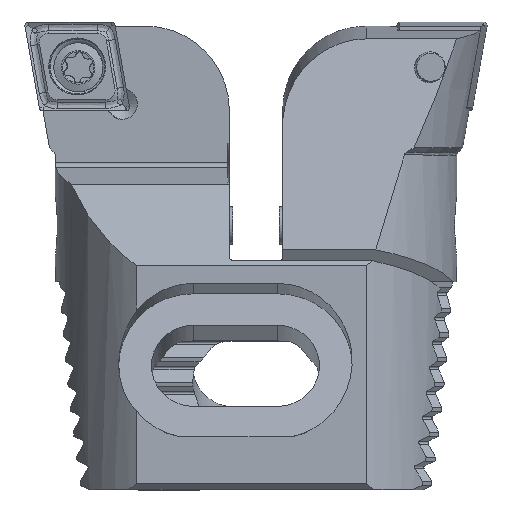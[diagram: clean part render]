
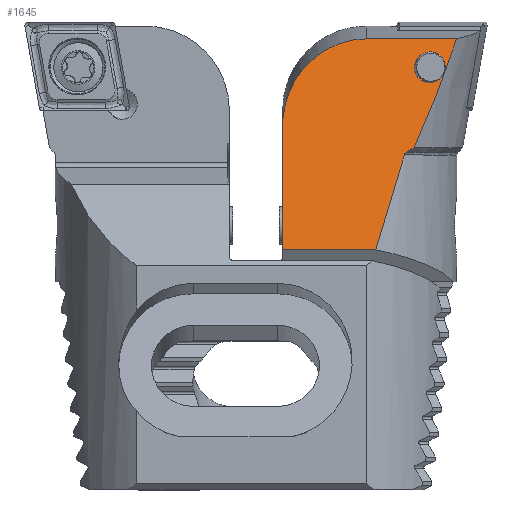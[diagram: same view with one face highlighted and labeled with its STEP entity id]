
A CAD part, top view. The second image highlights one B-rep face of the part: STEP entity #1645.
In plain terms, the highlighted face is planar.
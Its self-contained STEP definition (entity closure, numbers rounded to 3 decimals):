
#276 = B_SPLINE_CURVE_WITH_KNOTS ( 'NONE', 3,
 ( #7061, #1094, #1612, #5411, #3286, #4299 ),
 .UNSPECIFIED., .F., .F.,
 ( 4, 2, 4 ),
 ( 0., 0., 0. ),
 .UNSPECIFIED. ) ;
#574 = CARTESIAN_POINT ( 'NONE',  ( 11.921, -24.437, -17. ) ) ;
#575 = EDGE_CURVE ( 'NONE', #1559, #2524, #276, .T. ) ;
#583 = B_SPLINE_CURVE_WITH_KNOTS ( 'NONE', 3,
 ( #1636, #3909, #1659, #3370 ),
 .UNSPECIFIED., .F., .F.,
 ( 4, 4 ),
 ( 0., 0.001 ),
 .UNSPECIFIED. ) ;
#601 = VECTOR ( 'NONE', #1090, 1000. ) ;
#691 = EDGE_LOOP ( 'NONE', ( #6947, #4227, #6165, #4861, #5550, #1168, #878, #1530 ) ) ;
#780 = CARTESIAN_POINT ( 'NONE',  ( 12.9, -1.828, -10.942 ) ) ;
#796 = EDGE_CURVE ( 'NONE', #2384, #2384, #1287, .T. ) ;
#869 = CARTESIAN_POINT ( 'NONE',  ( 49., -1.828, -10.942 ) ) ;
#878 = ORIENTED_EDGE ( 'NONE', *, *, #4713, .T. ) ;
#957 = CARTESIAN_POINT ( 'NONE',  ( 3.086, -6.921, -12.307 ) ) ;
#961 = VERTEX_POINT ( 'NONE', #4404 ) ;
#1014 = VECTOR ( 'NONE', #2806, 1000. ) ;
#1078 = CARTESIAN_POINT ( 'NONE',  ( 11.921, -24.437, -17. ) ) ;
#1086 = CARTESIAN_POINT ( 'NONE',  ( 9.17, -2.797, -11.201 ) ) ;
#1090 = DIRECTION ( 'NONE',  ( -1., 0., 0. ) ) ;
#1094 = CARTESIAN_POINT ( 'NONE',  ( 8.833, -14.205, -14.258 ) ) ;
#1168 = ORIENTED_EDGE ( 'NONE', *, *, #575, .T. ) ;
#1227 = CARTESIAN_POINT ( 'NONE',  ( 7.818, -13.473, -14.062 ) ) ;
#1287 =( BOUNDED_CURVE ( )  B_SPLINE_CURVE ( 3, ( #4733, #4167, #957, #1941, #2047, #1086, #5361 ),
 .UNSPECIFIED., .T., .T. ) 
 B_SPLINE_CURVE_WITH_KNOTS ( ( 4, 3, 4 ),
 ( 0., 3.142, 6.283 ),
 .UNSPECIFIED. ) 
 CURVE ( )  GEOMETRIC_REPRESENTATION_ITEM ( )  RATIONAL_B_SPLINE_CURVE ( ( 1., 0.333, 0.333, 1., 0.333, 0.333, 1. ) ) 
 REPRESENTATION_ITEM ( '' )  );
#1530 = ORIENTED_EDGE ( 'NONE', *, *, #2267, .T. ) ;
#1559 = VERTEX_POINT ( 'NONE', #5605 ) ;
#1606 = EDGE_CURVE ( 'NONE', #3019, #2006, #5142, .T. ) ;
#1612 = CARTESIAN_POINT ( 'NONE',  ( 8.801, -14.151, -14.244 ) ) ;
#1636 = CARTESIAN_POINT ( 'NONE',  ( 8.619, -13.983, -14.199 ) ) ;
#1645 = ADVANCED_FACE ( 'NONE', ( #3703, #4125 ), #2979, .F. ) ;
#1659 = CARTESIAN_POINT ( 'NONE',  ( 8.084, -13.645, -14.108 ) ) ;
#1675 = CARTESIAN_POINT ( 'NONE',  ( 21.9, -11.204, -13.454 ) ) ;
#1711 = ORIENTED_EDGE ( 'NONE', *, *, #796, .T. ) ;
#1720 = CARTESIAN_POINT ( 'NONE',  ( 12.9, -1.828, -10.942 ) ) ;
#1783 = CARTESIAN_POINT ( 'NONE',  ( 6.247, -10.067, -13.15 ) ) ;
#1941 = CARTESIAN_POINT ( 'NONE',  ( 6.356, -6.495, -12.192 ) ) ;
#1963 = LINE ( 'NONE', #6447, #601 ) ;
#2006 = VERTEX_POINT ( 'NONE', #5147 ) ;
#2047 = CARTESIAN_POINT ( 'NONE',  ( 9.627, -6.069, -12.078 ) ) ;
#2267 = EDGE_CURVE ( 'NONE', #5591, #2006, #5334, .T. ) ;
#2383 = CARTESIAN_POINT ( 'NONE',  ( 21.9, -24.437, -17. ) ) ;
#2384 = VERTEX_POINT ( 'NONE', #2389 ) ;
#2389 = CARTESIAN_POINT ( 'NONE',  ( 5.899, -3.223, -11.316 ) ) ;
#2443 = DIRECTION ( 'NONE',  ( 0., -0.966, -0.259 ) ) ;
#2524 = VERTEX_POINT ( 'NONE', #6382 ) ;
#2678 = EDGE_CURVE ( 'NONE', #5695, #961, #3143, .T. ) ;
#2806 = DIRECTION ( 'NONE',  ( 0., 0.966, 0.259 ) ) ;
#2912 = CARTESIAN_POINT ( 'NONE',  ( 4.722, -6.18, -12.108 ) ) ;
#2979 = PLANE ( 'NONE',  #6778 ) ;
#3019 = VERTEX_POINT ( 'NONE', #780 ) ;
#3143 = LINE ( 'NONE', #6591, #1014 ) ;
#3272 = CARTESIAN_POINT ( 'NONE',  ( 8.847, -14.266, -14.275 ) ) ;
#3286 = CARTESIAN_POINT ( 'NONE',  ( 8.672, -14.016, -14.208 ) ) ;
#3370 = CARTESIAN_POINT ( 'NONE',  ( 7.818, -13.473, -14.062 ) ) ;
#3703 = FACE_BOUND ( 'NONE', #4142, .T. ) ;
#3909 = CARTESIAN_POINT ( 'NONE',  ( 8.351, -13.815, -14.154 ) ) ;
#4125 = FACE_OUTER_BOUND ( 'NONE', #691, .T. ) ;
#4142 = EDGE_LOOP ( 'NONE', ( #1711 ) ) ;
#4167 = CARTESIAN_POINT ( 'NONE',  ( 2.629, -3.649, -11.43 ) ) ;
#4227 = ORIENTED_EDGE ( 'NONE', *, *, #6077, .T. ) ;
#4299 = CARTESIAN_POINT ( 'NONE',  ( 8.619, -13.983, -14.199 ) ) ;
#4322 = CARTESIAN_POINT ( 'NONE',  ( 7.818, -13.473, -14.062 ) ) ;
#4404 = CARTESIAN_POINT ( 'NONE',  ( 21.9, -11.204, -13.454 ) ) ;
#4470 = CARTESIAN_POINT ( 'NONE',  ( 3.249, -1.828, -10.942 ) ) ;
#4633 = EDGE_CURVE ( 'NONE', #5695, #6858, #1963, .T. ) ;
#4713 = EDGE_CURVE ( 'NONE', #2524, #5591, #583, .T. ) ;
#4733 = CARTESIAN_POINT ( 'NONE',  ( 5.899, -3.223, -11.316 ) ) ;
#4861 = ORIENTED_EDGE ( 'NONE', *, *, #4633, .T. ) ;
#5142 = LINE ( 'NONE', #869, #6878 ) ;
#5147 = CARTESIAN_POINT ( 'NONE',  ( 3.249, -1.828, -10.942 ) ) ;
#5167 = EDGE_CURVE ( 'NONE', #6858, #1559, #5237, .T. ) ;
#5182 = DIRECTION ( 'NONE',  ( -1., 0., 0. ) ) ;
#5237 =( BOUNDED_CURVE ( )  B_SPLINE_CURVE ( 3, ( #1078, #5964, #5420, #3272 ),
 .UNSPECIFIED., .F., .T. ) 
 B_SPLINE_CURVE_WITH_KNOTS ( ( 4, 4 ),
 ( 3.769, 3.965 ),
 .UNSPECIFIED. ) 
 CURVE ( )  GEOMETRIC_REPRESENTATION_ITEM ( )  RATIONAL_B_SPLINE_CURVE ( ( 1., 0.997, 0.997, 1. ) ) 
 REPRESENTATION_ITEM ( '' )  );
#5334 =( BOUNDED_CURVE ( )  B_SPLINE_CURVE ( 3, ( #1227, #1783, #2912, #4470 ),
 .UNSPECIFIED., .F., .F. ) 
 B_SPLINE_CURVE_WITH_KNOTS ( ( 4, 4 ),
 ( 3.554, 3.679 ),
 .UNSPECIFIED. ) 
 CURVE ( )  GEOMETRIC_REPRESENTATION_ITEM ( )  RATIONAL_B_SPLINE_CURVE ( ( 1., 0.999, 0.999, 1. ) ) 
 REPRESENTATION_ITEM ( '' )  );
#5361 = CARTESIAN_POINT ( 'NONE',  ( 5.899, -3.223, -11.316 ) ) ;
#5411 = CARTESIAN_POINT ( 'NONE',  ( 8.721, -14.057, -14.219 ) ) ;
#5420 = CARTESIAN_POINT ( 'NONE',  ( 9.781, -18.026, -15.282 ) ) ;
#5550 = ORIENTED_EDGE ( 'NONE', *, *, #5167, .T. ) ;
#5591 = VERTEX_POINT ( 'NONE', #4322 ) ;
#5605 = CARTESIAN_POINT ( 'NONE',  ( 8.847, -14.266, -14.275 ) ) ;
#5682 = DIRECTION ( 'NONE',  ( 0., -0.259, 0.966 ) ) ;
#5695 = VERTEX_POINT ( 'NONE', #2383 ) ;
#5724 =( BOUNDED_CURVE ( )  B_SPLINE_CURVE ( 3, ( #1720, #6090, #6036, #1675 ),
 .UNSPECIFIED., .F., .T. ) 
 B_SPLINE_CURVE_WITH_KNOTS ( ( 4, 4 ),
 ( 0., 1.571 ),
 .UNSPECIFIED. ) 
 CURVE ( )  GEOMETRIC_REPRESENTATION_ITEM ( )  RATIONAL_B_SPLINE_CURVE ( ( 1., 0.805, 0.805, 1. ) ) 
 REPRESENTATION_ITEM ( '' )  );
#5964 = CARTESIAN_POINT ( 'NONE',  ( 10.809, -21.427, -16.194 ) ) ;
#6036 = CARTESIAN_POINT ( 'NONE',  ( 21.9, -5.711, -11.982 ) ) ;
#6077 = EDGE_CURVE ( 'NONE', #3019, #961, #5724, .T. ) ;
#6090 = CARTESIAN_POINT ( 'NONE',  ( 18.172, -1.828, -10.942 ) ) ;
#6165 = ORIENTED_EDGE ( 'NONE', *, *, #2678, .F. ) ;
#6362 = CARTESIAN_POINT ( 'NONE',  ( 49., -1.828, -10.942 ) ) ;
#6382 = CARTESIAN_POINT ( 'NONE',  ( 8.619, -13.983, -14.199 ) ) ;
#6447 = CARTESIAN_POINT ( 'NONE',  ( 49., -24.437, -17. ) ) ;
#6591 = CARTESIAN_POINT ( 'NONE',  ( 21.9, -24.437, -17. ) ) ;
#6778 = AXIS2_PLACEMENT_3D ( 'NONE', #6362, #5682, #2443 ) ;
#6858 = VERTEX_POINT ( 'NONE', #574 ) ;
#6878 = VECTOR ( 'NONE', #5182, 1000. ) ;
#6947 = ORIENTED_EDGE ( 'NONE', *, *, #1606, .F. ) ;
#7061 = CARTESIAN_POINT ( 'NONE',  ( 8.847, -14.266, -14.275 ) ) ;
